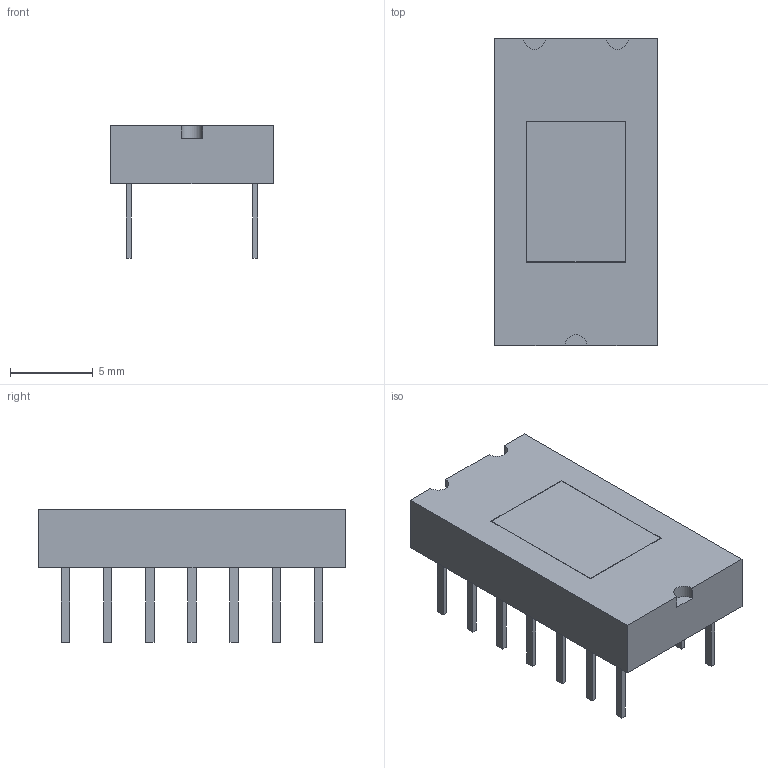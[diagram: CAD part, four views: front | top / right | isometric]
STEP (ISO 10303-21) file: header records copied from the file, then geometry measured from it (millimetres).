
FILE_DESCRIPTION(/* description */ ('Unknown'),/* implementation_level */ '2;1');
FILE_NAME(/* name */ 'LTP-305G',/* time_stamp */ '2023-01-02T14:55:40+02:00',/* author */ ('Unknown'),/* organization */ ('Unknown'),/* preprocessor_version */ 'ST-DEVELOPER v18.102',/* originating_system */ 'Solid Edge',/* authorisation */ 'Unknown');
FILE_SCHEMA (('AUTOMOTIVE_DESIGN {1 0 10303 214 3 1 1}'));
Length unit declared in the file: millimetre
Products named in the file (1): LTP-305G
Bounding box: 9.8 x 18.5 x 8 mm (x, y, z)
Volume: 619.9 mm3; surface area: 812.7 mm2
Topology: 2 solids, 2 shells, 268 faces, 642 edges, 428 vertices
Faces by surface type: plane 265, cylinder 3
Entity records: 9478 total; most frequent: CARTESIAN_POINT 1339, ORIENTED_EDGE 1284, DIRECTION 1186, EDGE_CURVE 642, LINE 636, VECTOR 636, VERTEX_POINT 428, EDGE_LOOP 318
